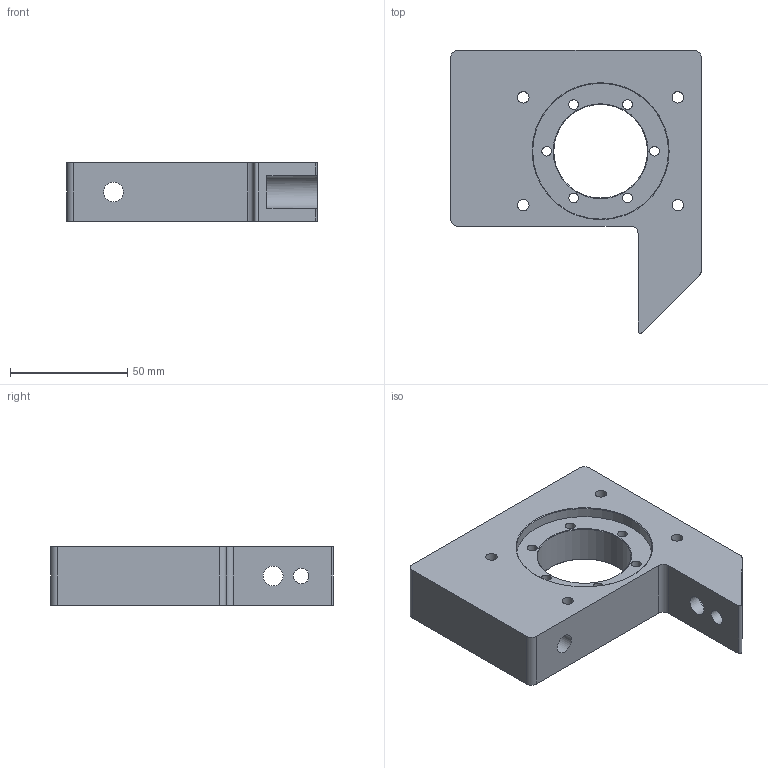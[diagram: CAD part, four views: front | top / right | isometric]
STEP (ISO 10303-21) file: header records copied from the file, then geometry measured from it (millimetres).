
FILE_DESCRIPTION(('HOOPS Exchange Step'),'2;1');
FILE_NAME('export-BE3110E8-37AE-4D37-B48F-946ECCCB0605.stp','2021-10-01T17:16:32+02:00',('User'),('Alibre'),'HOOPS Exchange 2020.1','Alibre','Unknown authorisation');
FILE_SCHEMA( ('AP242_MANAGED_MODEL_BASED_3D_ENGINEERING_MIM_LF {1 0 10303 442 1 1 4 }') );
Length unit declared in the file: millimetre
Products named in the file (1): 1033 DCNC LSM 80x80L Bearingplate for 25mm Ballscrew V2
Bounding box: 107 x 120.78 x 25 mm (x, y, z)
Volume: 162572.7 mm3; surface area: 36009 mm2
Topology: 1 solids, 1 shells, 48 faces, 136 edges, 95 vertices
Faces by surface type: cylinder 27, plane 16, cone 5
Full cylindrical faces by diameter (mm): 4.134 x6, 4.917 x6, 6.647 x1, 8.5 x2, 14 x1, 40 x1, 58 x2
Entity records: 1744 total; most frequent: DIRECTION 311, CARTESIAN_POINT 305, ORIENTED_EDGE 272, EDGE_CURVE 136, AXIS2_PLACEMENT_3D 127, VERTEX_POINT 95, EDGE_LOOP 81, FACE_BOUND 81
